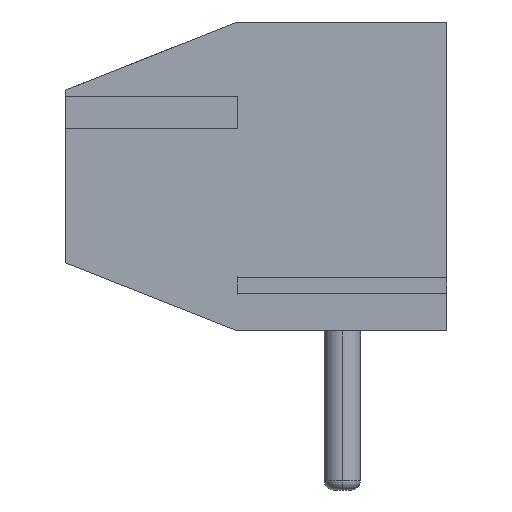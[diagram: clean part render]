
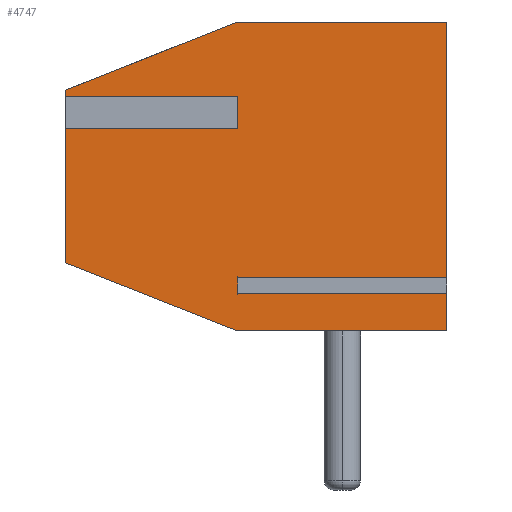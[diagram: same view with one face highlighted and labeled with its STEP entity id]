
A CAD part, left-side view. The second image highlights one B-rep face of the part: STEP entity #4747.
In plain terms, the highlighted planar face has unit normal (-1, 0, 0).
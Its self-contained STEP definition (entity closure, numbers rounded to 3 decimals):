
#138 = CARTESIAN_POINT ( 'NONE',  ( 0., 4.6, 1.168 ) ) ;
#478 = VECTOR ( 'NONE', #1476, 1000. ) ;
#1084 = VERTEX_POINT ( 'NONE', #24822 ) ;
#1218 = LINE ( 'NONE', #24296, #34986 ) ;
#1251 = VERTEX_POINT ( 'NONE', #27551 ) ;
#1476 = DIRECTION ( 'NONE',  ( 0., -1., 0. ) ) ;
#1644 = EDGE_CURVE ( 'NONE', #12299, #1084, #19978, .T. ) ;
#1906 = CARTESIAN_POINT ( 'NONE',  ( 0., 8.4, 6.8 ) ) ;
#1971 = AXIS2_PLACEMENT_3D ( 'NONE', #1906, #36344, #13377 ) ;
#2391 = EDGE_CURVE ( 'NONE', #1084, #28449, #29186, .T. ) ;
#3129 = CARTESIAN_POINT ( 'NONE',  ( 0., 8.4, 6.8 ) ) ;
#3617 = EDGE_CURVE ( 'NONE', #6232, #4615, #33034, .T. ) ;
#3756 = LINE ( 'NONE', #7140, #478 ) ;
#4395 = CARTESIAN_POINT ( 'NONE',  ( 0., 0., 0. ) ) ;
#4552 = VECTOR ( 'NONE', #6522, 1000. ) ;
#4615 = VERTEX_POINT ( 'NONE', #4395 ) ;
#4747 = ADVANCED_FACE ( 'NONE', ( #4957 ), #18957, .F. ) ;
#4762 = CARTESIAN_POINT ( 'NONE',  ( 0., 8.4, 4.968 ) ) ;
#4957 = FACE_OUTER_BOUND ( 'NONE', #15119, .T. ) ;
#5068 = EDGE_CURVE ( 'NONE', #13408, #25893, #22672, .T. ) ;
#5141 = CARTESIAN_POINT ( 'NONE',  ( 0., 4.6, 0. ) ) ;
#5249 = CARTESIAN_POINT ( 'NONE',  ( 0., 4.6, 0.832 ) ) ;
#5300 = CARTESIAN_POINT ( 'NONE',  ( 0., 0., 6.8 ) ) ;
#5344 = CARTESIAN_POINT ( 'NONE',  ( 0., 4.6, 6.8 ) ) ;
#5877 = CARTESIAN_POINT ( 'NONE',  ( 0., 8.4, 6.8 ) ) ;
#6232 = VERTEX_POINT ( 'NONE', #5141 ) ;
#6295 = CARTESIAN_POINT ( 'NONE',  ( 0., 0., 0.832 ) ) ;
#6500 = DIRECTION ( 'NONE',  ( 0., -1., 0. ) ) ;
#6522 = DIRECTION ( 'NONE',  ( 0., 0., 1. ) ) ;
#6638 = ORIENTED_EDGE ( 'NONE', *, *, #33999, .T. ) ;
#7066 = CARTESIAN_POINT ( 'NONE',  ( 0., 8.4, 0. ) ) ;
#7127 = CARTESIAN_POINT ( 'NONE',  ( 0., 4.6, 1.168 ) ) ;
#7140 = CARTESIAN_POINT ( 'NONE',  ( 0., 8.4, 4.968 ) ) ;
#7238 = DIRECTION ( 'NONE',  ( 0., -1., 0. ) ) ;
#7972 = VERTEX_POINT ( 'NONE', #4762 ) ;
#8128 = DIRECTION ( 'NONE',  ( 0., -0.93, 0.367 ) ) ;
#8425 = LINE ( 'NONE', #3129, #18424 ) ;
#8431 = VECTOR ( 'NONE', #23027, 1000. ) ;
#8546 = LINE ( 'NONE', #19924, #8862 ) ;
#8862 = VECTOR ( 'NONE', #13983, 1000. ) ;
#9205 = ORIENTED_EDGE ( 'NONE', *, *, #1644, .T. ) ;
#9507 = CARTESIAN_POINT ( 'NONE',  ( 0., 0., 6.8 ) ) ;
#9595 = CARTESIAN_POINT ( 'NONE',  ( 0., 4.6, 0.832 ) ) ;
#9715 = VERTEX_POINT ( 'NONE', #20545 ) ;
#9720 = ORIENTED_EDGE ( 'NONE', *, *, #5068, .F. ) ;
#10066 = VECTOR ( 'NONE', #22061, 1000. ) ;
#10486 = VECTOR ( 'NONE', #18197, 1000. ) ;
#10799 = VERTEX_POINT ( 'NONE', #11099 ) ;
#11086 = LINE ( 'NONE', #5300, #8431 ) ;
#11099 = CARTESIAN_POINT ( 'NONE',  ( 0., 8.4, 1.5 ) ) ;
#11226 = DIRECTION ( 'NONE',  ( 0., 0., 1. ) ) ;
#11413 = DIRECTION ( 'NONE',  ( 0., -1., 0. ) ) ;
#12299 = VERTEX_POINT ( 'NONE', #7127 ) ;
#13377 = DIRECTION ( 'NONE',  ( 0., 0., -1. ) ) ;
#13408 = VERTEX_POINT ( 'NONE', #34877 ) ;
#13418 = ORIENTED_EDGE ( 'NONE', *, *, #29745, .F. ) ;
#13448 = VECTOR ( 'NONE', #15708, 1000. ) ;
#13983 = DIRECTION ( 'NONE',  ( 0., 0., -1. ) ) ;
#14681 = DIRECTION ( 'NONE',  ( 0., 0., 1. ) ) ;
#14858 = ORIENTED_EDGE ( 'NONE', *, *, #34065, .F. ) ;
#15057 = EDGE_CURVE ( 'NONE', #9715, #1251, #1218, .T. ) ;
#15119 = EDGE_LOOP ( 'NONE', ( #9205, #25944, #13418, #9720, #24499, #29456, #22665, #34128, #14858, #20260, #32251, #27942, #32693, #6638 ) ) ;
#15708 = DIRECTION ( 'NONE',  ( 0., -1., 0. ) ) ;
#16666 = VECTOR ( 'NONE', #20649, 1000. ) ;
#18197 = DIRECTION ( 'NONE',  ( 0., -1., 0. ) ) ;
#18424 = VECTOR ( 'NONE', #11226, 1000. ) ;
#18957 = PLANE ( 'NONE',  #1971 ) ;
#19461 = LINE ( 'NONE', #5249, #10066 ) ;
#19924 = CARTESIAN_POINT ( 'NONE',  ( 0., 4.6, 4.968 ) ) ;
#19978 = LINE ( 'NONE', #138, #24683 ) ;
#20036 = VECTOR ( 'NONE', #14681, 1000. ) ;
#20077 = EDGE_CURVE ( 'NONE', #31608, #27242, #35200, .T. ) ;
#20260 = ORIENTED_EDGE ( 'NONE', *, *, #31973, .F. ) ;
#20457 = CARTESIAN_POINT ( 'NONE',  ( 0., 8.4, 1.5 ) ) ;
#20545 = CARTESIAN_POINT ( 'NONE',  ( 0., 8.4, 4.632 ) ) ;
#20649 = DIRECTION ( 'NONE',  ( 0., 0.93, 0.367 ) ) ;
#20734 = EDGE_CURVE ( 'NONE', #7972, #13408, #28516, .T. ) ;
#20903 = CARTESIAN_POINT ( 'NONE',  ( 0., 8.4, 6.8 ) ) ;
#21455 = CARTESIAN_POINT ( 'NONE',  ( 0., 0., 6.8 ) ) ;
#22061 = DIRECTION ( 'NONE',  ( 0., 0., 1. ) ) ;
#22665 = ORIENTED_EDGE ( 'NONE', *, *, #31837, .T. ) ;
#22672 = LINE ( 'NONE', #33906, #32485 ) ;
#23027 = DIRECTION ( 'NONE',  ( 0., 0., 1. ) ) ;
#23618 = VERTEX_POINT ( 'NONE', #28952 ) ;
#24296 = CARTESIAN_POINT ( 'NONE',  ( 0., 8.4, 4.632 ) ) ;
#24499 = ORIENTED_EDGE ( 'NONE', *, *, #20734, .F. ) ;
#24683 = VECTOR ( 'NONE', #11413, 1000. ) ;
#24822 = CARTESIAN_POINT ( 'NONE',  ( 0., 0., 1.168 ) ) ;
#25602 = EDGE_CURVE ( 'NONE', #4615, #27242, #11086, .T. ) ;
#25893 = VERTEX_POINT ( 'NONE', #5344 ) ;
#25944 = ORIENTED_EDGE ( 'NONE', *, *, #2391, .T. ) ;
#27242 = VERTEX_POINT ( 'NONE', #6295 ) ;
#27551 = CARTESIAN_POINT ( 'NONE',  ( 0., 4.6, 4.632 ) ) ;
#27942 = ORIENTED_EDGE ( 'NONE', *, *, #25602, .T. ) ;
#28449 = VERTEX_POINT ( 'NONE', #9507 ) ;
#28516 = LINE ( 'NONE', #5877, #20036 ) ;
#28952 = CARTESIAN_POINT ( 'NONE',  ( 0., 4.6, 4.968 ) ) ;
#29186 = LINE ( 'NONE', #21455, #4552 ) ;
#29379 = EDGE_CURVE ( 'NONE', #7972, #23618, #3756, .T. ) ;
#29456 = ORIENTED_EDGE ( 'NONE', *, *, #29379, .T. ) ;
#29745 = EDGE_CURVE ( 'NONE', #25893, #28449, #30111, .T. ) ;
#30111 = LINE ( 'NONE', #20903, #13448 ) ;
#30819 = VECTOR ( 'NONE', #7238, 1000. ) ;
#30866 = CARTESIAN_POINT ( 'NONE',  ( 0., 4.6, 0.832 ) ) ;
#31608 = VERTEX_POINT ( 'NONE', #30866 ) ;
#31837 = EDGE_CURVE ( 'NONE', #23618, #1251, #8546, .T. ) ;
#31973 = EDGE_CURVE ( 'NONE', #6232, #10799, #32076, .T. ) ;
#32076 = LINE ( 'NONE', #20457, #16666 ) ;
#32251 = ORIENTED_EDGE ( 'NONE', *, *, #3617, .T. ) ;
#32485 = VECTOR ( 'NONE', #8128, 1000. ) ;
#32693 = ORIENTED_EDGE ( 'NONE', *, *, #20077, .F. ) ;
#33034 = LINE ( 'NONE', #7066, #30819 ) ;
#33906 = CARTESIAN_POINT ( 'NONE',  ( 0., 8.4, 5.3 ) ) ;
#33999 = EDGE_CURVE ( 'NONE', #31608, #12299, #19461, .T. ) ;
#34065 = EDGE_CURVE ( 'NONE', #10799, #9715, #8425, .T. ) ;
#34128 = ORIENTED_EDGE ( 'NONE', *, *, #15057, .F. ) ;
#34877 = CARTESIAN_POINT ( 'NONE',  ( 0., 8.4, 5.3 ) ) ;
#34986 = VECTOR ( 'NONE', #6500, 1000. ) ;
#35200 = LINE ( 'NONE', #9595, #10486 ) ;
#36344 = DIRECTION ( 'NONE',  ( 1., 0., 0. ) ) ;
